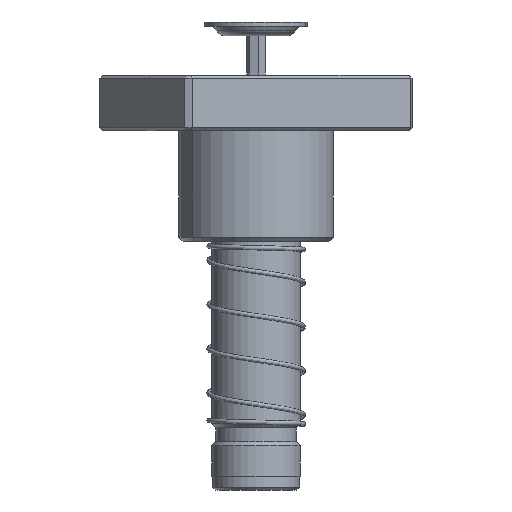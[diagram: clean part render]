
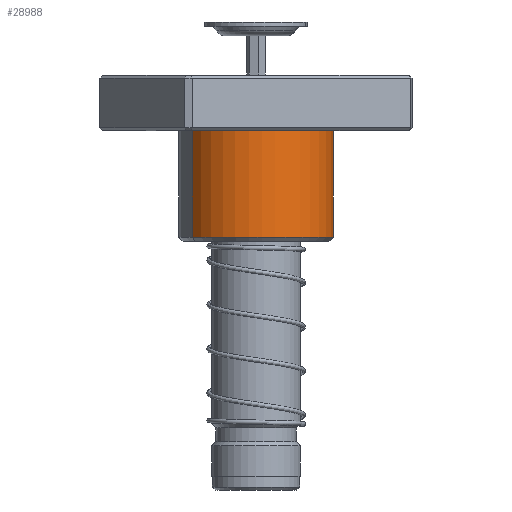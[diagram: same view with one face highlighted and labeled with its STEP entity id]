
A CAD part, front view. The second image highlights one B-rep face of the part: STEP entity #28988.
In plain terms, the highlighted cylindrical face has radius 28 mm (diameter 56 mm), a partial arc.
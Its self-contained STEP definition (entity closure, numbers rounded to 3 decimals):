
#246 = ORIENTED_EDGE ( 'NONE', *, *, #12458, .F. ) ;
#1139 = DIRECTION ( 'NONE',  ( -1., 0., 0. ) ) ;
#1319 = DIRECTION ( 'NONE',  ( 0., 0., -1. ) ) ;
#1606 = AXIS2_PLACEMENT_3D ( 'NONE', #36180, #40748, #24353 ) ;
#1673 = CYLINDRICAL_SURFACE ( 'NONE', #7120, 28. ) ;
#1928 = EDGE_CURVE ( 'NONE', #42138, #25538, #26221, .T. ) ;
#2953 = EDGE_CURVE ( 'NONE', #22013, #34873, #52970, .T. ) ;
#3624 = CARTESIAN_POINT ( 'NONE',  ( 0., -28., 20. ) ) ;
#4354 = CIRCLE ( 'NONE', #28635, 28. ) ;
#4412 = ORIENTED_EDGE ( 'NONE', *, *, #18624, .T. ) ;
#4723 = CARTESIAN_POINT ( 'NONE',  ( 28., 0., 20. ) ) ;
#5522 = EDGE_LOOP ( 'NONE', ( #246, #4412, #51390, #39225, #39409 ) ) ;
#7120 = AXIS2_PLACEMENT_3D ( 'NONE', #18207, #1319, #1139 ) ;
#12458 = EDGE_CURVE ( 'NONE', #51616, #25538, #46847, .T. ) ;
#13754 = CARTESIAN_POINT ( 'NONE',  ( -28., 0., 20. ) ) ;
#15343 = FACE_OUTER_BOUND ( 'NONE', #5522, .T. ) ;
#16781 = AXIS2_PLACEMENT_3D ( 'NONE', #36558, #53151, #24541 ) ;
#18207 = CARTESIAN_POINT ( 'NONE',  ( 0., 0., 60. ) ) ;
#18449 = DIRECTION ( 'NONE',  ( 1., 0., 0. ) ) ;
#18624 = EDGE_CURVE ( 'NONE', #51616, #22013, #22848, .T. ) ;
#22013 = VERTEX_POINT ( 'NONE', #28046 ) ;
#22848 = CIRCLE ( 'NONE', #1606, 28. ) ;
#24353 = DIRECTION ( 'NONE',  ( 1., 0., 0. ) ) ;
#24541 = DIRECTION ( 'NONE',  ( 1., 0., 0. ) ) ;
#25538 = VERTEX_POINT ( 'NONE', #4723 ) ;
#26221 = CIRCLE ( 'NONE', #16781, 28. ) ;
#26567 = EDGE_CURVE ( 'NONE', #34873, #42138, #4354, .T. ) ;
#26712 = CARTESIAN_POINT ( 'NONE',  ( -28., 0., 60. ) ) ;
#28046 = CARTESIAN_POINT ( 'NONE',  ( -28., 0., 58.5 ) ) ;
#28635 = AXIS2_PLACEMENT_3D ( 'NONE', #39033, #30605, #18449 ) ;
#28776 = CARTESIAN_POINT ( 'NONE',  ( 28., 0., 58.5 ) ) ;
#28988 = ADVANCED_FACE ( 'NONE', ( #15343 ), #1673, .T. ) ;
#30605 = DIRECTION ( 'NONE',  ( 0., 0., 1. ) ) ;
#34873 = VERTEX_POINT ( 'NONE', #13754 ) ;
#36180 = CARTESIAN_POINT ( 'NONE',  ( 0., 0., 58.5 ) ) ;
#36558 = CARTESIAN_POINT ( 'NONE',  ( 0., 0., 20. ) ) ;
#39033 = CARTESIAN_POINT ( 'NONE',  ( 0., 0., 20. ) ) ;
#39225 = ORIENTED_EDGE ( 'NONE', *, *, #26567, .T. ) ;
#39409 = ORIENTED_EDGE ( 'NONE', *, *, #1928, .T. ) ;
#40748 = DIRECTION ( 'NONE',  ( 0., 0., -1. ) ) ;
#41878 = DIRECTION ( 'NONE',  ( 0., 0., -1. ) ) ;
#42138 = VERTEX_POINT ( 'NONE', #3624 ) ;
#45788 = VECTOR ( 'NONE', #52408, 1000. ) ;
#46847 = LINE ( 'NONE', #53389, #51447 ) ;
#51390 = ORIENTED_EDGE ( 'NONE', *, *, #2953, .T. ) ;
#51447 = VECTOR ( 'NONE', #41878, 1000. ) ;
#51616 = VERTEX_POINT ( 'NONE', #28776 ) ;
#52408 = DIRECTION ( 'NONE',  ( 0., 0., -1. ) ) ;
#52970 = LINE ( 'NONE', #26712, #45788 ) ;
#53151 = DIRECTION ( 'NONE',  ( 0., 0., 1. ) ) ;
#53389 = CARTESIAN_POINT ( 'NONE',  ( 28., 0., 60. ) ) ;
